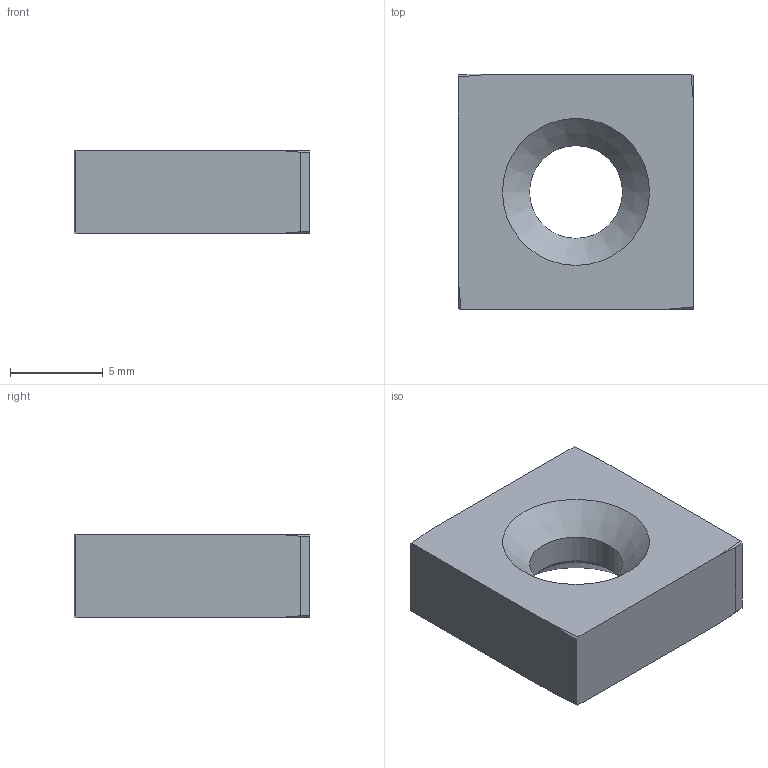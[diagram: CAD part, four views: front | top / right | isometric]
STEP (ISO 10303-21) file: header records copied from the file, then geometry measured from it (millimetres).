
FILE_DESCRIPTION(/* description */ (''),/* implementation_level */ '2;1');
FILE_NAME(/* name */ 'SNHQ1204AZEN_115002149ndi000_00_SIM.stp',/* time_stamp */ '2021-06-02T13:26:16+02:00',/* author */ (''),/* organization */ (''),/* preprocessor_version */ 'ST-DEVELOPER v16.7',/* originating_system */ 'SIEMENS PLM Software NX 12.0',/* authorisation */ '');
FILE_SCHEMA (('AUTOMOTIVE_DESIGN { 1 0 10303 214 3 1 1 1 }'));
Length unit declared in the file: millimetre
Products named in the file (1): fo344B4CE9A525nn
Bounding box: 12.7 x 12.7 x 4.5 mm (x, y, z)
Volume: 596.6 mm3; surface area: 560.5 mm2
Topology: 1 solids, 1 shells, 23 faces, 60 edges, 39 vertices
Faces by surface type: plane 18, cone 3, cylinder 1, torus 1
Full cylindrical faces by diameter (mm): 5 x1
Entity records: 698 total; most frequent: CARTESIAN_POINT 116, ORIENTED_EDGE 108, DIRECTION 108, EDGE_CURVE 54, LINE 48, VECTOR 48, VERTEX_POINT 38, EDGE_LOOP 30
